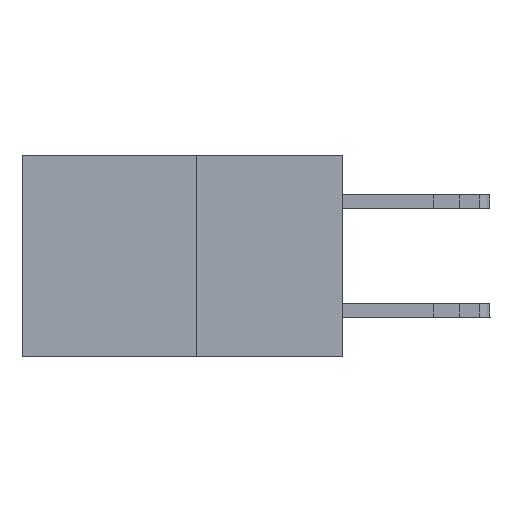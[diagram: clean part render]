
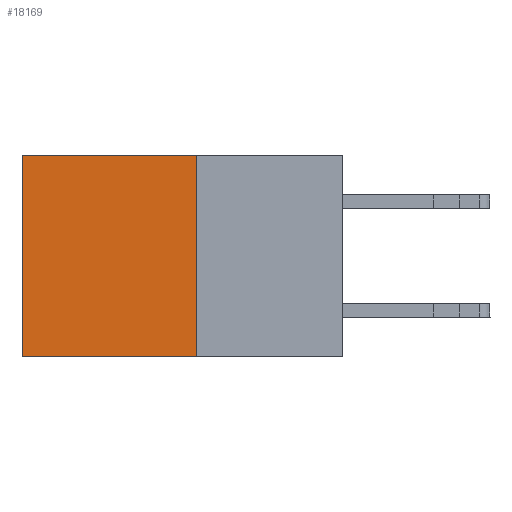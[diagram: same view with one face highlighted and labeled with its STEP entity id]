
A CAD part, left-side view. The second image highlights one B-rep face of the part: STEP entity #18169.
In plain terms, the highlighted planar face has unit normal (-1, 0, 0).
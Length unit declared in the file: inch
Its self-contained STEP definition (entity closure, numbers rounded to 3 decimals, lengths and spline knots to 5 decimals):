
#134 = DIRECTION ( 'NONE',  ( 0., 0., -1. ) ) ;
#599 = LINE ( 'NONE', #23329, #17240 ) ;
#4623 = LINE ( 'NONE', #10243, #27630 ) ;
#4952 = PLANE ( 'NONE',  #7917 ) ;
#5341 = LINE ( 'NONE', #6688, #16166 ) ;
#5528 = VERTEX_POINT ( 'NONE', #20110 ) ;
#6085 = EDGE_LOOP ( 'NONE', ( #15858, #6762, #10736, #8869 ) ) ;
#6688 = CARTESIAN_POINT ( 'NONE',  ( 0.277, 0.27, 0. ) ) ;
#6762 = ORIENTED_EDGE ( 'NONE', *, *, #22464, .F. ) ;
#7156 = CARTESIAN_POINT ( 'NONE',  ( 0.277, 0.27, -0.37 ) ) ;
#7917 = AXIS2_PLACEMENT_3D ( 'NONE', #7156, #22247, #9330 ) ;
#8862 = DIRECTION ( 'NONE',  ( 0., 1., 0. ) ) ;
#8869 = ORIENTED_EDGE ( 'NONE', *, *, #21981, .T. ) ;
#8921 = CARTESIAN_POINT ( 'NONE',  ( 0.277, 0.59, -0.37 ) ) ;
#9330 = DIRECTION ( 'NONE',  ( 0., 0., -1. ) ) ;
#10243 = CARTESIAN_POINT ( 'NONE',  ( 0.277, 0.27, -0.37 ) ) ;
#10736 = ORIENTED_EDGE ( 'NONE', *, *, #27569, .F. ) ;
#13721 = EDGE_CURVE ( 'NONE', #5528, #22739, #17564, .T. ) ;
#13805 = FACE_OUTER_BOUND ( 'NONE', #6085, .T. ) ;
#15858 = ORIENTED_EDGE ( 'NONE', *, *, #13721, .T. ) ;
#16166 = VECTOR ( 'NONE', #8862, 39.37008 ) ;
#17240 = VECTOR ( 'NONE', #25499, 39.37008 ) ;
#17564 = LINE ( 'NONE', #24095, #22623 ) ;
#18040 = VERTEX_POINT ( 'NONE', #26152 ) ;
#18169 = ADVANCED_FACE ( 'NONE', ( #13805 ), #4952, .F. ) ;
#20110 = CARTESIAN_POINT ( 'NONE',  ( 0.277, 0.59, 0. ) ) ;
#21981 = EDGE_CURVE ( 'NONE', #27273, #5528, #5341, .T. ) ;
#22247 = DIRECTION ( 'NONE',  ( 1., 0., 0. ) ) ;
#22294 = CARTESIAN_POINT ( 'NONE',  ( 0.277, 0.27, 0. ) ) ;
#22464 = EDGE_CURVE ( 'NONE', #18040, #22739, #4623, .T. ) ;
#22623 = VECTOR ( 'NONE', #134, 39.37008 ) ;
#22739 = VERTEX_POINT ( 'NONE', #8921 ) ;
#23329 = CARTESIAN_POINT ( 'NONE',  ( 0.277, 0.27, -0.37 ) ) ;
#24095 = CARTESIAN_POINT ( 'NONE',  ( 0.277, 0.59, -0.37 ) ) ;
#25365 = DIRECTION ( 'NONE',  ( 0., 1., 0. ) ) ;
#25499 = DIRECTION ( 'NONE',  ( 0., 0., -1. ) ) ;
#26152 = CARTESIAN_POINT ( 'NONE',  ( 0.277, 0.27, -0.37 ) ) ;
#27273 = VERTEX_POINT ( 'NONE', #22294 ) ;
#27569 = EDGE_CURVE ( 'NONE', #27273, #18040, #599, .T. ) ;
#27630 = VECTOR ( 'NONE', #25365, 39.37008 ) ;
